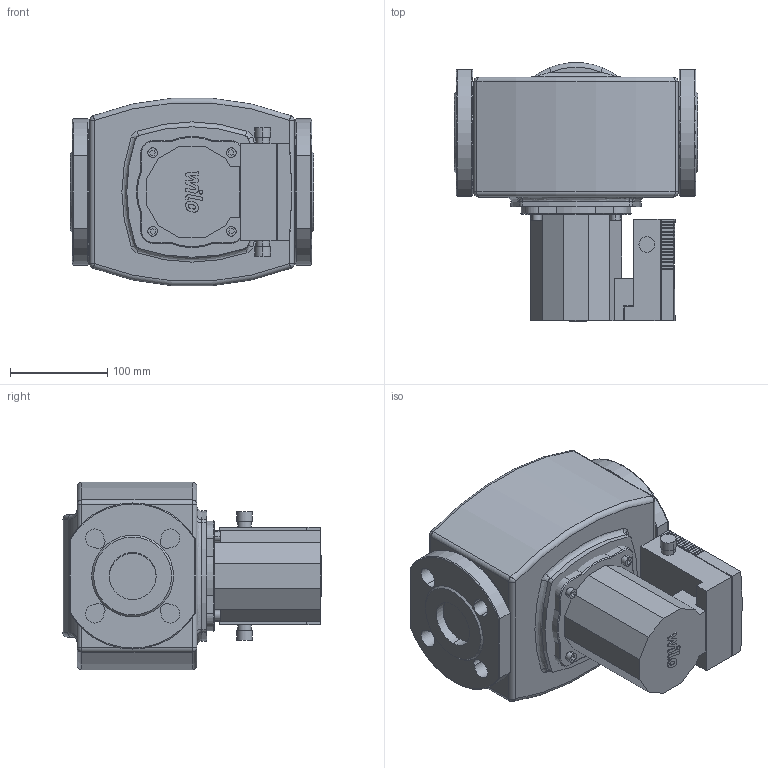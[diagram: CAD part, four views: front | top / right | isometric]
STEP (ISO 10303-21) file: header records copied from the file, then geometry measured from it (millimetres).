
FILE_DESCRIPTION((''),'2;1');
FILE_NAME('3d_TOPS40_71~-2080042.stp','2014-09-03T12:46:41',(''),(''),'Mechanical Desktop 2009','Mechanical Desktop 2009',', , ');
FILE_SCHEMA(('CONFIG_CONTROL_DESIGN'));
Length unit declared in the file: millimetre
Products named in the file (1): Product
Bounding box: 250 x 265.53 x 192.48 mm (x, y, z)
Volume: 6914334.9 mm3; surface area: 370914.6 mm2
Topology: 9 solids, 9 shells, 474 faces, 1231 edges, 798 vertices
Faces by surface type: bspline 199, plane 191, cylinder 56, torus 10, cone 10, sphere 8
Entity records: 15788 total; most frequent: CARTESIAN_POINT 4629, ORIENTED_EDGE 2462, DIRECTION 1961, EDGE_CURVE 1231, VECTOR 885, LINE 885, VERTEX_POINT 798, AXIS2_PLACEMENT_3D 538
